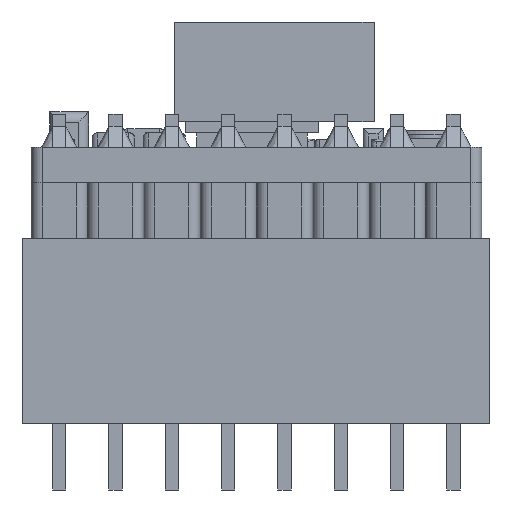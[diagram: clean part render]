
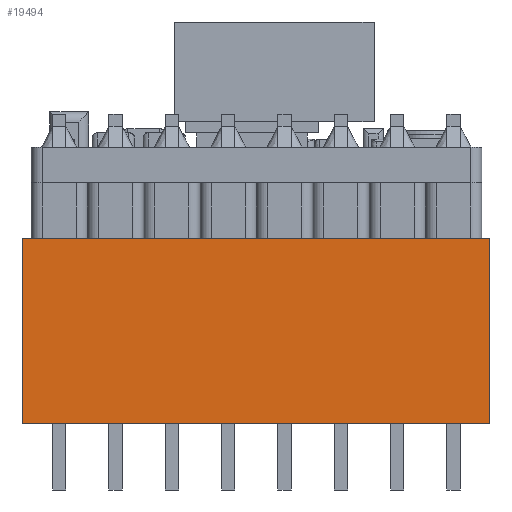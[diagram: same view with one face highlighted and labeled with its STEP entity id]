
A CAD part, left-side view. The second image highlights one B-rep face of the part: STEP entity #19494.
In plain terms, the highlighted planar face has unit normal (-1, 0, 0).
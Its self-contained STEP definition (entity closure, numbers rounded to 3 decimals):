
#2590=FACE_OUTER_BOUND('',#3637,.T.);
#3637=EDGE_LOOP('',(#17278,#17279,#17280,#17281));
#5365=LINE('',#33139,#7428);
#5443=LINE('',#33300,#7506);
#5542=LINE('',#33501,#7605);
#5543=LINE('',#33503,#7606);
#7428=VECTOR('',#24709,10.);
#7506=VECTOR('',#24847,10.);
#7605=VECTOR('',#25022,10.);
#7606=VECTOR('',#25025,10.);
#9475=VERTEX_POINT('',#33136);
#9476=VERTEX_POINT('',#33138);
#9526=VERTEX_POINT('',#33293);
#9529=VERTEX_POINT('',#33298);
#12023=EDGE_CURVE('',#9475,#9476,#5365,.T.);
#12101=EDGE_CURVE('',#9526,#9529,#5443,.T.);
#12200=EDGE_CURVE('',#9475,#9526,#5542,.T.);
#12201=EDGE_CURVE('',#9476,#9529,#5543,.T.);
#17278=ORIENTED_EDGE('',*,*,#12201,.F.);
#17279=ORIENTED_EDGE('',*,*,#12023,.F.);
#17280=ORIENTED_EDGE('',*,*,#12200,.T.);
#17281=ORIENTED_EDGE('',*,*,#12101,.T.);
#18511=PLANE('',#20822);
#19494=ADVANCED_FACE('',(#2590),#18511,.T.);
#20822=AXIS2_PLACEMENT_3D('',#33502,#25023,#25024);
#24709=DIRECTION('',(0.,0.,1.));
#24847=DIRECTION('',(0.,0.,1.));
#25022=DIRECTION('',(0.,-1.,0.));
#25023=DIRECTION('center_axis',(-1.,0.,0.));
#25024=DIRECTION('ref_axis',(0.,1.,0.));
#25025=DIRECTION('',(0.,-1.,0.));
#33136=CARTESIAN_POINT('',(-7.385,10.548,0.));
#33138=CARTESIAN_POINT('',(-7.385,10.548,8.35));
#33139=CARTESIAN_POINT('',(-7.385,10.548,0.));
#33293=CARTESIAN_POINT('',(-7.385,-10.513,0.));
#33298=CARTESIAN_POINT('',(-7.385,-10.513,8.35));
#33300=CARTESIAN_POINT('',(-7.385,-10.513,0.));
#33501=CARTESIAN_POINT('',(-7.385,10.548,0.));
#33502=CARTESIAN_POINT('Origin',(-7.385,10.548,0.));
#33503=CARTESIAN_POINT('',(-7.385,10.548,8.35));
